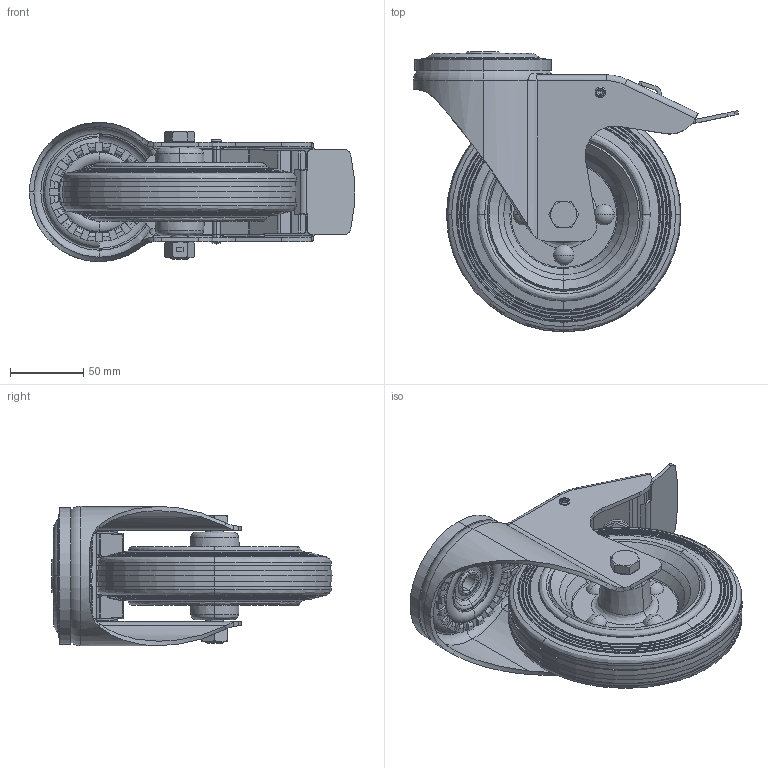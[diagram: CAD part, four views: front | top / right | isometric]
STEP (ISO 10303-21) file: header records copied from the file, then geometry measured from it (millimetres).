
FILE_DESCRIPTION (( 'STEP AP214' ), '1' );
FILE_NAME ('0055992.step', '2023-10-20T10:06:38', ( '' ), ( '' ), 'SwSTEP 2.0', 'SolidWorks 2020', '' );
FILE_SCHEMA (( 'AUTOMOTIVE_DESIGN' ));
Length unit declared in the file: millimetre
Products named in the file (1): 0055992
Bounding box: 221.77 x 191 x 95 mm (x, y, z)
Surface area: 171033.6 mm2 (no closed solid volume)
Topology: 0 solids, 33 shells, 647 faces, 1952 edges, 1308 vertices
Faces by surface type: plane 195, cone 127, cylinder 110, bspline 108, torus 101, sphere 6
Entity records: 34690 total; most frequent: CARTESIAN_POINT 10617, DIRECTION 3719, ORIENTED_EDGE 3198, EDGE_CURVE 1936, AXIS2_PLACEMENT_3D 1507, VERTEX_POINT 1308, CIRCLE 967, LINE 705
